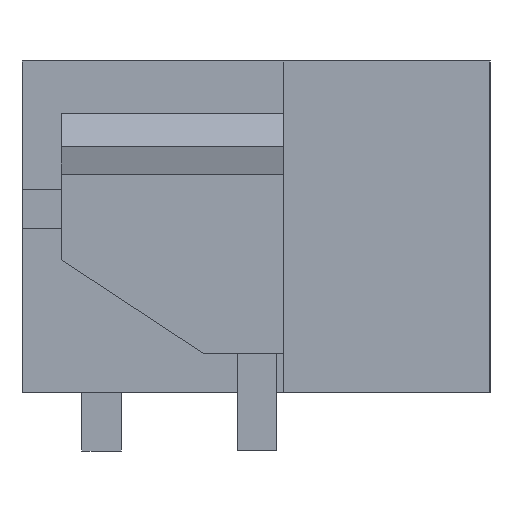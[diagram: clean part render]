
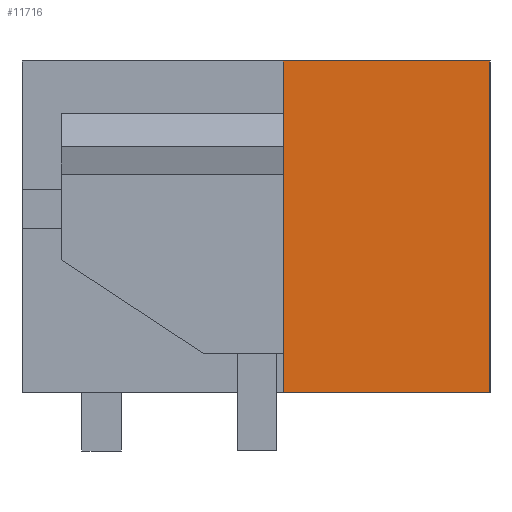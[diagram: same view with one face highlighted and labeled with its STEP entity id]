
A CAD part, left-side view. The second image highlights one B-rep face of the part: STEP entity #11716.
In plain terms, the highlighted planar face has unit normal (-1, 0, 0).
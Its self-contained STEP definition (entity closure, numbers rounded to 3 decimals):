
#11703=AXIS2_PLACEMENT_3D('Plane Axis2P3D',#11700,#11701,#11702) ;
#242=CARTESIAN_POINT('Vertex',(-45.36,-12.,1.5)) ;
#245=CARTESIAN_POINT('Line Origine',(-45.36,-9.35,1.5)) ;
#249=CARTESIAN_POINT('Vertex',(-45.36,-6.7,1.5)) ;
#1829=CARTESIAN_POINT('Vertex',(-45.36,-12.,10.)) ;
#1832=CARTESIAN_POINT('Line Origine',(-45.36,-12.,5.75)) ;
#3244=CARTESIAN_POINT('Vertex',(-45.36,-6.7,10.)) ;
#3247=CARTESIAN_POINT('Line Origine',(-45.36,-9.35,10.)) ;
#11700=CARTESIAN_POINT('Axis2P3D Location',(-45.36,0.,10.)) ;
#11705=CARTESIAN_POINT('Line Origine',(-45.36,-6.7,5.75)) ;
#246=DIRECTION('Vector Direction',(0.,-1.,0.)) ;
#1833=DIRECTION('Vector Direction',(0.,0.,-1.)) ;
#3248=DIRECTION('Vector Direction',(0.,-1.,0.)) ;
#11701=DIRECTION('Axis2P3D Direction',(-1.,0.,0.)) ;
#11702=DIRECTION('Axis2P3D XDirection',(0.,0.,-1.)) ;
#11706=DIRECTION('Vector Direction',(0.,0.,-1.)) ;
#247=VECTOR('Line Direction',#246,1.) ;
#1834=VECTOR('Line Direction',#1833,1.) ;
#3249=VECTOR('Line Direction',#3248,1.) ;
#11707=VECTOR('Line Direction',#11706,1.) ;
#11711=ORIENTED_EDGE('',*,*,#11709,.F.) ;
#11712=ORIENTED_EDGE('',*,*,#251,.T.) ;
#11713=ORIENTED_EDGE('',*,*,#1836,.F.) ;
#11714=ORIENTED_EDGE('',*,*,#3251,.F.) ;
#11716=ADVANCED_FACE('HOUSING',(#11715),#11704,.T.) ;
#251=EDGE_CURVE('',#250,#243,#248,.T.) ;
#1836=EDGE_CURVE('',#1830,#243,#1835,.T.) ;
#3251=EDGE_CURVE('',#3245,#1830,#3250,.T.) ;
#11709=EDGE_CURVE('',#250,#3245,#11708,.F.) ;
#11710=EDGE_LOOP('',(#11711,#11712,#11713,#11714)) ;
#11715=FACE_OUTER_BOUND('',#11710,.T.) ;
#248=LINE('Line',#245,#247) ;
#1835=LINE('Line',#1832,#1834) ;
#3250=LINE('Line',#3247,#3249) ;
#11708=LINE('Line',#11705,#11707) ;
#11704=PLANE('',#11703) ;
#243=VERTEX_POINT('',#242) ;
#250=VERTEX_POINT('',#249) ;
#1830=VERTEX_POINT('',#1829) ;
#3245=VERTEX_POINT('',#3244) ;
